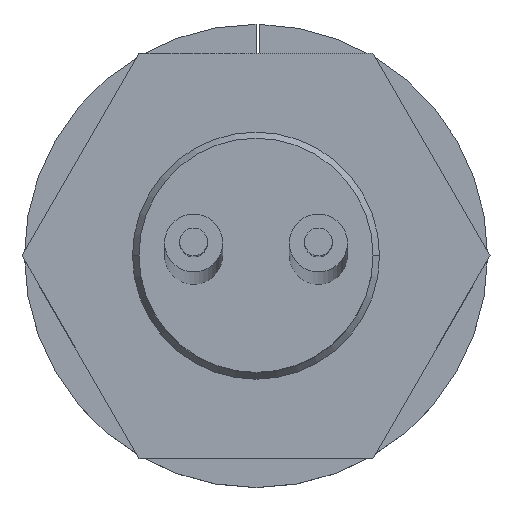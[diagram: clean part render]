
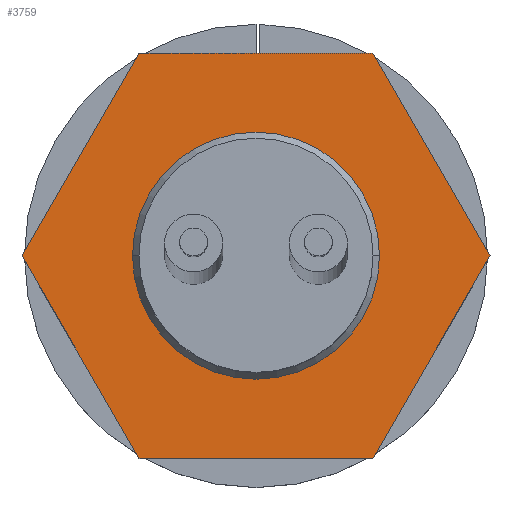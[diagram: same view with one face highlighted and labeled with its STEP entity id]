
A CAD part, top view. The second image highlights one B-rep face of the part: STEP entity #3759.
In plain terms, the highlighted planar face has unit normal (0, 0, 1).
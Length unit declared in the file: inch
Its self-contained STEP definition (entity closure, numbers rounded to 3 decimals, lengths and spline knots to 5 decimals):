
#46 = LINE ( 'NONE', #1123, #1726 ) ;
#78 = EDGE_CURVE ( 'NONE', #3742, #3905, #2976, .T. ) ;
#146 = CARTESIAN_POINT ( 'NONE',  ( 0.096, 0., 0.44 ) ) ;
#175 = CARTESIAN_POINT ( 'NONE',  ( -0.18187, 0., 0.44 ) ) ;
#176 = DIRECTION ( 'NONE',  ( 0., 0., 1. ) ) ;
#240 = ORIENTED_EDGE ( 'NONE', *, *, #3637, .T. ) ;
#307 = DIRECTION ( 'NONE',  ( 0., 0., 1. ) ) ;
#334 = EDGE_CURVE ( 'NONE', #3905, #3742, #2770, .T. ) ;
#453 = DIRECTION ( 'NONE',  ( 0.5, -0.866, 0. ) ) ;
#557 = LINE ( 'NONE', #2485, #2259 ) ;
#565 = CARTESIAN_POINT ( 'NONE',  ( -0.096, 0., 0.44 ) ) ;
#621 = AXIS2_PLACEMENT_3D ( 'NONE', #2979, #307, #2330 ) ;
#652 = FACE_BOUND ( 'NONE', #1907, .T. ) ;
#832 = PLANE ( 'NONE',  #1527 ) ;
#859 = CARTESIAN_POINT ( 'NONE',  ( 0.09093, 0.1575, 0.44 ) ) ;
#865 = LINE ( 'NONE', #3504, #3464 ) ;
#912 = ORIENTED_EDGE ( 'NONE', *, *, #78, .F. ) ;
#943 = EDGE_CURVE ( 'NONE', #2730, #3782, #46, .T. ) ;
#1041 = DIRECTION ( 'NONE',  ( 1., 0., 0. ) ) ;
#1118 = DIRECTION ( 'NONE',  ( 1., 0., 0. ) ) ;
#1123 = CARTESIAN_POINT ( 'NONE',  ( 0.18187, 0., 0.44 ) ) ;
#1131 = LINE ( 'NONE', #2940, #2832 ) ;
#1293 = EDGE_LOOP ( 'NONE', ( #2018, #1494, #3317, #240, #1764, #2363 ) ) ;
#1372 = CARTESIAN_POINT ( 'NONE',  ( 0.09093, -0.1575, 0.44 ) ) ;
#1414 = DIRECTION ( 'NONE',  ( -0.5, 0.866, 0. ) ) ;
#1494 = ORIENTED_EDGE ( 'NONE', *, *, #2136, .T. ) ;
#1527 = AXIS2_PLACEMENT_3D ( 'NONE', #3908, #176, #2544 ) ;
#1548 = DIRECTION ( 'NONE',  ( -0.5, -0.866, 0. ) ) ;
#1580 = VERTEX_POINT ( 'NONE', #175 ) ;
#1623 = EDGE_CURVE ( 'NONE', #1669, #2783, #557, .T. ) ;
#1669 = VERTEX_POINT ( 'NONE', #2754 ) ;
#1719 = CARTESIAN_POINT ( 'NONE',  ( 0., 0., 0.44 ) ) ;
#1726 = VECTOR ( 'NONE', #1414, 39.37008 ) ;
#1729 = CARTESIAN_POINT ( 'NONE',  ( -0.09093, 0.1575, 0.44 ) ) ;
#1764 = ORIENTED_EDGE ( 'NONE', *, *, #1623, .T. ) ;
#1826 = DIRECTION ( 'NONE',  ( 0.5, 0.866, 0. ) ) ;
#1907 = EDGE_LOOP ( 'NONE', ( #3079, #912 ) ) ;
#2018 = ORIENTED_EDGE ( 'NONE', *, *, #943, .T. ) ;
#2074 = AXIS2_PLACEMENT_3D ( 'NONE', #1719, #3762, #1041 ) ;
#2136 = EDGE_CURVE ( 'NONE', #3782, #2907, #4027, .T. ) ;
#2202 = VECTOR ( 'NONE', #2400, 39.37008 ) ;
#2259 = VECTOR ( 'NONE', #1118, 39.37008 ) ;
#2330 = DIRECTION ( 'NONE',  ( 1., 0., 0. ) ) ;
#2363 = ORIENTED_EDGE ( 'NONE', *, *, #2616, .T. ) ;
#2364 = LINE ( 'NONE', #4215, #2821 ) ;
#2400 = DIRECTION ( 'NONE',  ( -1., 0., 0. ) ) ;
#2485 = CARTESIAN_POINT ( 'NONE',  ( -0.09093, -0.1575, 0.44 ) ) ;
#2544 = DIRECTION ( 'NONE',  ( 1., 0., 0. ) ) ;
#2616 = EDGE_CURVE ( 'NONE', #2783, #2730, #2364, .T. ) ;
#2730 = VERTEX_POINT ( 'NONE', #3139 ) ;
#2754 = CARTESIAN_POINT ( 'NONE',  ( -0.09093, -0.1575, 0.44 ) ) ;
#2770 = CIRCLE ( 'NONE', #621, 0.096 ) ;
#2783 = VERTEX_POINT ( 'NONE', #1372 ) ;
#2821 = VECTOR ( 'NONE', #1826, 39.37008 ) ;
#2832 = VECTOR ( 'NONE', #1548, 39.37008 ) ;
#2907 = VERTEX_POINT ( 'NONE', #1729 ) ;
#2940 = CARTESIAN_POINT ( 'NONE',  ( -0.09093, 0.1575, 0.44 ) ) ;
#2976 = CIRCLE ( 'NONE', #2074, 0.096 ) ;
#2979 = CARTESIAN_POINT ( 'NONE',  ( 0., 0., 0.44 ) ) ;
#3079 = ORIENTED_EDGE ( 'NONE', *, *, #334, .F. ) ;
#3139 = CARTESIAN_POINT ( 'NONE',  ( 0.18187, 0., 0.44 ) ) ;
#3251 = FACE_OUTER_BOUND ( 'NONE', #1293, .T. ) ;
#3317 = ORIENTED_EDGE ( 'NONE', *, *, #3934, .T. ) ;
#3464 = VECTOR ( 'NONE', #453, 39.37008 ) ;
#3504 = CARTESIAN_POINT ( 'NONE',  ( -0.18187, 0., 0.44 ) ) ;
#3637 = EDGE_CURVE ( 'NONE', #1580, #1669, #865, .T. ) ;
#3742 = VERTEX_POINT ( 'NONE', #146 ) ;
#3759 = ADVANCED_FACE ( 'NONE', ( #3251, #652 ), #832, .T. ) ;
#3762 = DIRECTION ( 'NONE',  ( 0., 0., 1. ) ) ;
#3769 = CARTESIAN_POINT ( 'NONE',  ( 0.09093, 0.1575, 0.44 ) ) ;
#3782 = VERTEX_POINT ( 'NONE', #859 ) ;
#3905 = VERTEX_POINT ( 'NONE', #565 ) ;
#3908 = CARTESIAN_POINT ( 'NONE',  ( 0., 0., 0.44 ) ) ;
#3934 = EDGE_CURVE ( 'NONE', #2907, #1580, #1131, .T. ) ;
#4027 = LINE ( 'NONE', #3769, #2202 ) ;
#4215 = CARTESIAN_POINT ( 'NONE',  ( 0.09093, -0.1575, 0.44 ) ) ;
